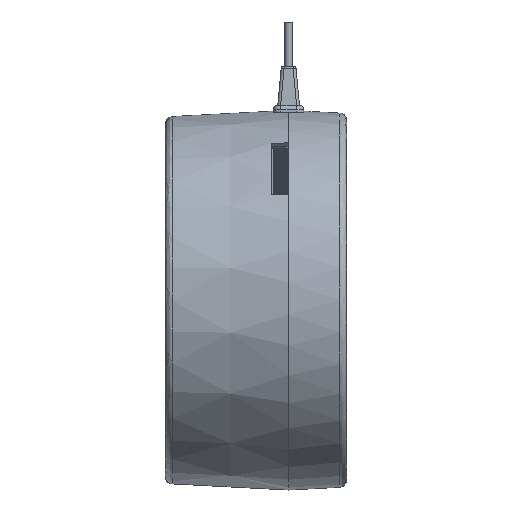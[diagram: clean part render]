
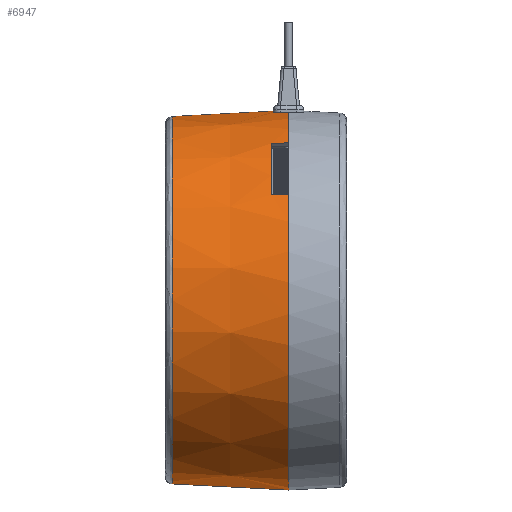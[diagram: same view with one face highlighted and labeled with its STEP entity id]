
A CAD part, left-side view. The second image highlights one B-rep face of the part: STEP entity #6947.
In plain terms, the highlighted conical face has half-angle 3 degrees and reference radius 26.2 mm.
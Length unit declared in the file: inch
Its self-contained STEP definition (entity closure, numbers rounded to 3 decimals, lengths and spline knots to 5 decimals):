
#659 = ORIENTED_EDGE ( 'NONE', *, *, #46853, .F. ) ;
#660 = ORIENTED_EDGE ( 'NONE', *, *, #46852, .T. ) ;
#661 = ORIENTED_EDGE ( 'NONE', *, *, #46858, .T. ) ;
#662 = ORIENTED_EDGE ( 'NONE', *, *, #6869, .T. ) ;
#663 = ORIENTED_EDGE ( 'NONE', *, *, #6856, .T. ) ;
#664 = ORIENTED_EDGE ( 'NONE', *, *, #6860, .T. ) ;
#665 = ORIENTED_EDGE ( 'NONE', *, *, #6861, .T. ) ;
#666 = ORIENTED_EDGE ( 'NONE', *, *, #6864, .T. ) ;
#667 = ORIENTED_EDGE ( 'NONE', *, *, #6868, .T. ) ;
#668 = ORIENTED_EDGE ( 'NONE', *, *, #6866, .T. ) ;
#6079 = EDGE_LOOP ( 'NONE', ( #659, #660, #661, #662, #663, #664, #665, #666, #667, #668 ) ) ;
#6856 = EDGE_CURVE ( 'NONE', #45808, #45823, #16496, .T. ) ;
#6860 = EDGE_CURVE ( 'NONE', #45823, #45825, #22623, .T. ) ;
#6861 = EDGE_CURVE ( 'NONE', #45825, #45829, #16494, .T. ) ;
#6864 = EDGE_CURVE ( 'NONE', #45829, #45817, #22624, .T. ) ;
#6866 = EDGE_CURVE ( 'NONE', #45830, #45401, #22626, .T. ) ;
#6868 = EDGE_CURVE ( 'NONE', #45817, #45830, #16492, .T. ) ;
#6869 = EDGE_CURVE ( 'NONE', #45449, #45808, #22630, .T. ) ;
#6947 = ADVANCED_FACE ( 'NONE', ( #23727 ), #22734, .T. ) ;
#16492 = B_SPLINE_CURVE_WITH_KNOTS ( 'NONE', 3,
 ( #23442, #23435, #23436, #23444 ),
 .UNSPECIFIED., .F., .F.,
 ( 4, 4 ),
 ( 0., 1. ),
 .UNSPECIFIED. ) ;
#16494 = B_SPLINE_CURVE_WITH_KNOTS ( 'NONE', 3,
 ( #23421, #23416, #23417, #23422 ),
 .UNSPECIFIED., .F., .F.,
 ( 4, 4 ),
 ( 0., 0.0024 ),
 .UNSPECIFIED. ) ;
#16496 = B_SPLINE_CURVE_WITH_KNOTS ( 'NONE', 3,
 ( #23404, #23392, #23385, #23406 ),
 .UNSPECIFIED., .F., .F.,
 ( 4, 4 ),
 ( 0., 0.0024 ),
 .UNSPECIFIED. ) ;
#22623 = CIRCLE ( 'NONE', #22625, 1.02654 ) ;
#22624 = CIRCLE ( 'NONE', #22629, 1.0315 ) ;
#22625 = AXIS2_PLACEMENT_3D ( 'NONE', #23418, #23419, #23420 ) ;
#22626 = CIRCLE ( 'NONE', #22632, 1.02716 ) ;
#22629 = AXIS2_PLACEMENT_3D ( 'NONE', #23430, #23431, #23432 ) ;
#22630 = CIRCLE ( 'NONE', #22633, 1.0315 ) ;
#22632 = AXIS2_PLACEMENT_3D ( 'NONE', #23437, #23438, #23439 ) ;
#22633 = AXIS2_PLACEMENT_3D ( 'NONE', #23445, #23446, #23447 ) ;
#22734 = CONICAL_SURFACE ( 'NONE', #22735, 1.0315, 0.052 ) ;
#22735 = AXIS2_PLACEMENT_3D ( 'NONE', #23729, #23728, #23723 ) ;
#23385 = CARTESIAN_POINT ( 'NONE',  ( -0.85279, 0.37795, 0.5744 ) ) ;
#23392 = CARTESIAN_POINT ( 'NONE',  ( -0.85398, 0.34646, 0.57559 ) ) ;
#23404 = CARTESIAN_POINT ( 'NONE',  ( -0.85517, 0.31496, 0.57678 ) ) ;
#23406 = CARTESIAN_POINT ( 'NONE',  ( -0.8516, 0.40945, 0.57321 ) ) ;
#23416 = CARTESIAN_POINT ( 'NONE',  ( -0.5744, 0.37795, 0.85279 ) ) ;
#23417 = CARTESIAN_POINT ( 'NONE',  ( -0.57559, 0.34646, 0.85398 ) ) ;
#23418 = CARTESIAN_POINT ( 'NONE',  ( 0., 0.40945, 0. ) ) ;
#23419 = DIRECTION ( 'NONE',  ( 0., 1., 0. ) ) ;
#23420 = DIRECTION ( 'NONE',  ( 0., 0., -1. ) ) ;
#23421 = CARTESIAN_POINT ( 'NONE',  ( -0.57321, 0.40945, 0.8516 ) ) ;
#23422 = CARTESIAN_POINT ( 'NONE',  ( -0.57678, 0.31496, 0.85517 ) ) ;
#23430 = CARTESIAN_POINT ( 'NONE',  ( 0., 0.31496, 0. ) ) ;
#23431 = DIRECTION ( 'NONE',  ( 0., 1., 0. ) ) ;
#23432 = DIRECTION ( 'NONE',  ( 0., 0., -1. ) ) ;
#23435 = CARTESIAN_POINT ( 'NONE',  ( -0.145, 0.34563, 1.01969 ) ) ;
#23436 = CARTESIAN_POINT ( 'NONE',  ( -0.13436, 0.37319, 1.01969 ) ) ;
#23437 = CARTESIAN_POINT ( 'NONE',  ( 0., 0.39764, 0. ) ) ;
#23438 = DIRECTION ( 'NONE',  ( 0., 1., 0. ) ) ;
#23439 = DIRECTION ( 'NONE',  ( 0., 0., -1. ) ) ;
#23442 = CARTESIAN_POINT ( 'NONE',  ( -0.15565, 0.31496, 1.01969 ) ) ;
#23444 = CARTESIAN_POINT ( 'NONE',  ( -0.12372, 0.39764, 1.01969 ) ) ;
#23445 = CARTESIAN_POINT ( 'NONE',  ( 0., 0.31496, 0. ) ) ;
#23446 = DIRECTION ( 'NONE',  ( 0., 1., 0. ) ) ;
#23447 = DIRECTION ( 'NONE',  ( 0., 0., -1. ) ) ;
#23723 = DIRECTION ( 'NONE',  ( 0., 0., -1. ) ) ;
#23727 = FACE_OUTER_BOUND ( 'NONE', #6079, .T. ) ;
#23728 = DIRECTION ( 'NONE',  ( 0., -1., 0. ) ) ;
#23729 = CARTESIAN_POINT ( 'NONE',  ( 0., 0.31496, 0. ) ) ;
#36988 = CARTESIAN_POINT ( 'NONE',  ( 0., 0.94694, -0.99838 ) ) ;
#36991 = CARTESIAN_POINT ( 'NONE',  ( 0., 0.39764, 1.02716 ) ) ;
#37037 = CARTESIAN_POINT ( 'NONE',  ( 0., 0.31496, -1.0315 ) ) ;
#37061 = CARTESIAN_POINT ( 'NONE',  ( 0., 0.94694, 0.99838 ) ) ;
#37412 = CARTESIAN_POINT ( 'NONE',  ( -0.85517, 0.31496, 0.57678 ) ) ;
#37421 = CARTESIAN_POINT ( 'NONE',  ( -0.15565, 0.31496, 1.01969 ) ) ;
#37427 = CARTESIAN_POINT ( 'NONE',  ( -0.8516, 0.40945, 0.57321 ) ) ;
#37429 = CARTESIAN_POINT ( 'NONE',  ( -0.57321, 0.40945, 0.8516 ) ) ;
#37433 = CARTESIAN_POINT ( 'NONE',  ( -0.57678, 0.31496, 0.85517 ) ) ;
#37434 = CARTESIAN_POINT ( 'NONE',  ( -0.12372, 0.39764, 1.01969 ) ) ;
#38720 = CIRCLE ( 'NONE', #38722, 0.99838 ) ;
#38721 = VECTOR ( 'NONE', #40306, 39.37008 ) ;
#38722 = AXIS2_PLACEMENT_3D ( 'NONE', #40303, #40304, #40305 ) ;
#38724 = VECTOR ( 'NONE', #40319, 39.37008 ) ;
#40290 = LINE ( 'NONE', #40298, #38721 ) ;
#40298 = CARTESIAN_POINT ( 'NONE',  ( 0., 0.31496, 1.0315 ) ) ;
#40302 = LINE ( 'NONE', #40312, #38724 ) ;
#40303 = CARTESIAN_POINT ( 'NONE',  ( 0., 0.94694, 0. ) ) ;
#40304 = DIRECTION ( 'NONE',  ( 0., -1., 0. ) ) ;
#40305 = DIRECTION ( 'NONE',  ( -1., 0., 0. ) ) ;
#40306 = DIRECTION ( 'NONE',  ( 0., -0.999, 0.052 ) ) ;
#40312 = CARTESIAN_POINT ( 'NONE',  ( 0., 0.31496, -1.0315 ) ) ;
#40319 = DIRECTION ( 'NONE',  ( 0., -0.999, -0.052 ) ) ;
#45400 = VERTEX_POINT ( 'NONE', #36988 ) ;
#45401 = VERTEX_POINT ( 'NONE', #36991 ) ;
#45449 = VERTEX_POINT ( 'NONE', #37037 ) ;
#45473 = VERTEX_POINT ( 'NONE', #37061 ) ;
#45808 = VERTEX_POINT ( 'NONE', #37412 ) ;
#45817 = VERTEX_POINT ( 'NONE', #37421 ) ;
#45823 = VERTEX_POINT ( 'NONE', #37427 ) ;
#45825 = VERTEX_POINT ( 'NONE', #37429 ) ;
#45829 = VERTEX_POINT ( 'NONE', #37433 ) ;
#45830 = VERTEX_POINT ( 'NONE', #37434 ) ;
#46852 = EDGE_CURVE ( 'NONE', #45473, #45400, #38720, .T. ) ;
#46853 = EDGE_CURVE ( 'NONE', #45473, #45401, #40290, .T. ) ;
#46858 = EDGE_CURVE ( 'NONE', #45400, #45449, #40302, .T. ) ;
